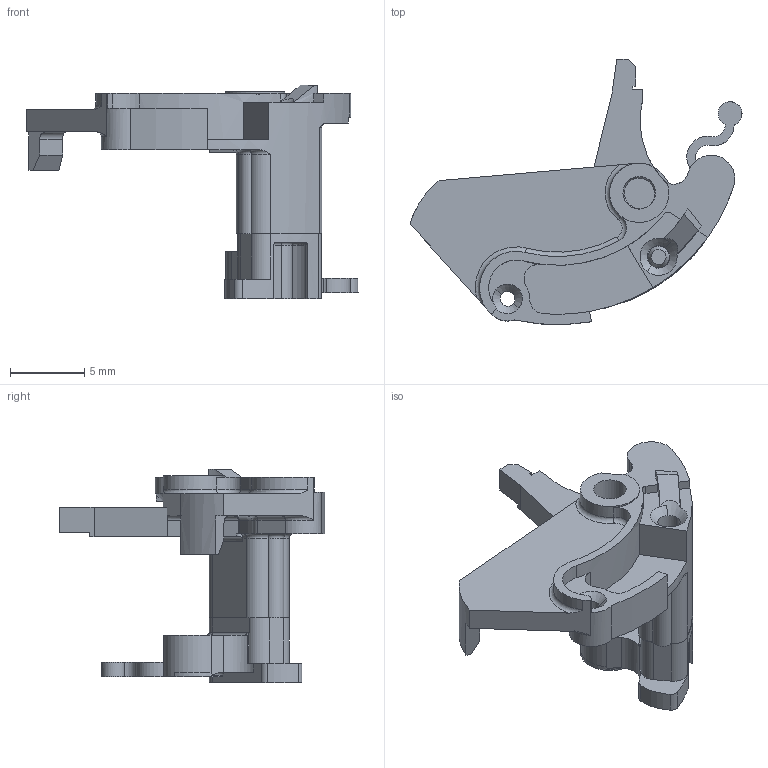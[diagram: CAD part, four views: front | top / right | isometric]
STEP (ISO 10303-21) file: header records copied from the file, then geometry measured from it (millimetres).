
FILE_DESCRIPTION((''),'2;1');
FILE_NAME('ASM0007_ASM','2015-05-18T',('SESA69708'),('Schneider-Electric'),'PRO/ENGINEER BY PARAMETRIC TECHNOLOGY CORPORATION, 2012420','PRO/ENGINEER BY PARAMETRIC TECHNOLOGY CORPORATION, 2012420','');
FILE_SCHEMA(('CONFIG_CONTROL_DESIGN'));
Length unit declared in the file: millimetre
Products named in the file (3): BARRE; 725727-01_1; ASM0007_ASM
Assembly tree (2 placements, depth 2):
  ASM0007_ASM
    BARRE
    725727-01_1
Bounding box: 22.39 x 17.88 x 14.4 mm (x, y, z)
Volume: 534 mm3; surface area: 1084.2 mm2
Topology: 2 solids, 2 shells, 250 faces, 728 edges, 485 vertices
Faces by surface type: plane 102, cylinder 98, torus 26, cone 23, bspline 1
Entity records: 8810 total; most frequent: CARTESIAN_POINT 1880, DIRECTION 1512, ORIENTED_EDGE 1456, EDGE_CURVE 728, AXIS2_PLACEMENT_3D 588, VERTEX_POINT 485, VECTOR 336, LINE 336
